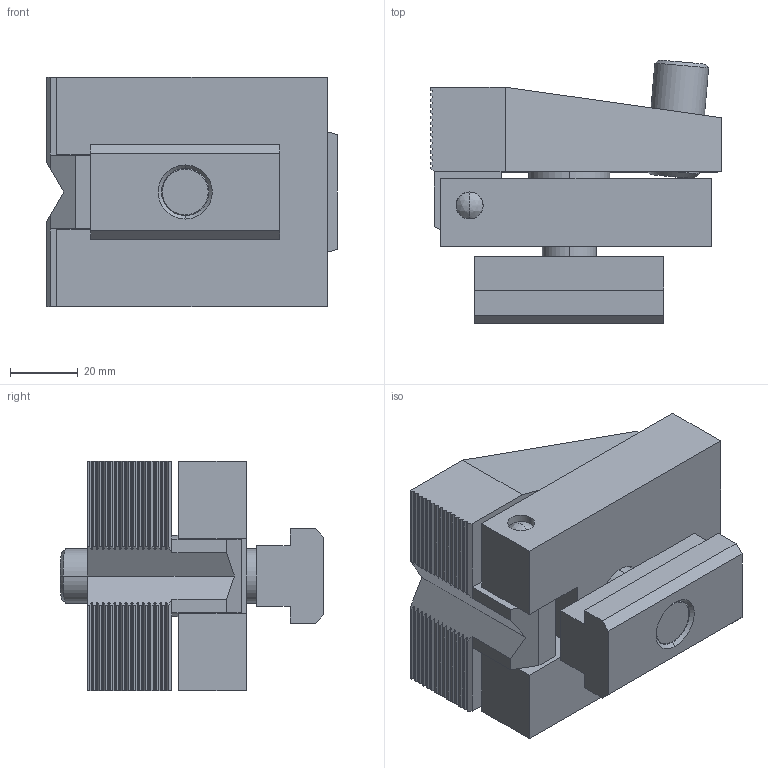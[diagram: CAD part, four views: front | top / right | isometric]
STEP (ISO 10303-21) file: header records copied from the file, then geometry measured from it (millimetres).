
FILE_DESCRIPTION(('STEP AP214'),'1');
FILE_NAME('HALDERN_EH_23210_0542.stp','2021-09-02T09:59:50',('TraceParts'),('TraceParts S.A.'),'Spatial InterOp 3D',' ',' ');
FILE_SCHEMA(('AUTOMOTIVE_DESIGN { 1 0 10303 214 1 1 1 1 }'));
Length unit declared in the file: millimetre
Products named in the file (1): HALDERN_EH_23210_0542_1
Bounding box: 86 x 78.12 x 68 mm (x, y, z)
Volume: 228997.3 mm3; surface area: 50125 mm2
Topology: 5 solids, 5 shells, 268 faces, 730 edges, 476 vertices
Faces by surface type: plane 153, cylinder 80, cone 24, bspline 11
Entity records: 12368 total; most frequent: CARTESIAN_POINT 3512, ORIENTED_EDGE 1456, DIRECTION 1306, EDGE_CURVE 728, LINE 508, VECTOR 508, VERTEX_POINT 476, AXIS2_PLACEMENT_3D 399
